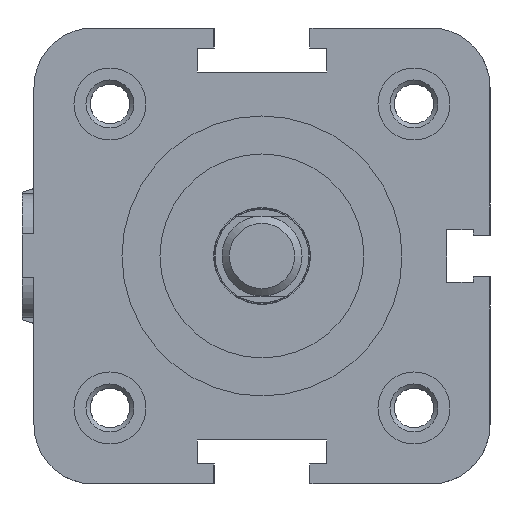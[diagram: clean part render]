
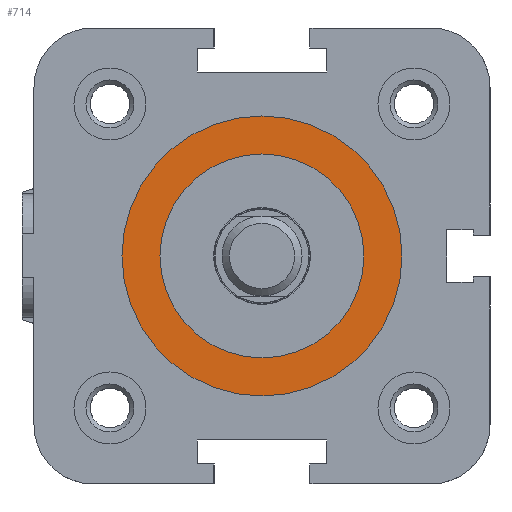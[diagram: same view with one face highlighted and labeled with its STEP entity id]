
A CAD part, left-side view. The second image highlights one B-rep face of the part: STEP entity #714.
In plain terms, the highlighted planar face has unit normal (-1, 0, 0).
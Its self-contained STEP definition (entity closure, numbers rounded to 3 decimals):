
#714 = ADVANCED_FACE( '', ( #1512, #1513 ), #1514, .F. );
#1512 = FACE_OUTER_BOUND( '', #2410, .T. );
#1513 = FACE_BOUND( '', #2411, .T. );
#1514 = PLANE( '', #2412 );
#2410 = EDGE_LOOP( '', ( #4256 ) );
#2411 = EDGE_LOOP( '', ( #4257 ) );
#2412 = AXIS2_PLACEMENT_3D( '', #4258, #4259, #4260 );
#4256 = ORIENTED_EDGE( '', *, *, #5303, .F. );
#4257 = ORIENTED_EDGE( '', *, *, #5877, .T. );
#4258 = CARTESIAN_POINT( '', ( 2., 41.25, 28.5 ) );
#4259 = DIRECTION( '', ( 1., 0., 0. ) );
#4260 = DIRECTION( '', ( 0., 0., -1. ) );
#5303 = EDGE_CURVE( '', #6378, #6378, #6379, .T. );
#5877 = EDGE_CURVE( '', #7238, #7238, #7239, .T. );
#6378 = VERTEX_POINT( '', #7855 );
#6379 = CIRCLE( '', #7856, 17.5 );
#7238 = VERTEX_POINT( '', #9019 );
#7239 = CIRCLE( '', #9020, 12.75 );
#7855 = CARTESIAN_POINT( '', ( 2., 28.5, 11. ) );
#7856 = AXIS2_PLACEMENT_3D( '', #9591, #9592, #9593 );
#9019 = CARTESIAN_POINT( '', ( 2., 28.5, 15.75 ) );
#9020 = AXIS2_PLACEMENT_3D( '', #10246, #10247, #10248 );
#9591 = CARTESIAN_POINT( '', ( 2., 28.5, 28.5 ) );
#9592 = DIRECTION( '', ( 1., 0., 0. ) );
#9593 = DIRECTION( '', ( 0., 0., -1. ) );
#10246 = CARTESIAN_POINT( '', ( 2., 28.5, 28.5 ) );
#10247 = DIRECTION( '', ( 1., 0., 0. ) );
#10248 = DIRECTION( '', ( 0., 0., -1. ) );
